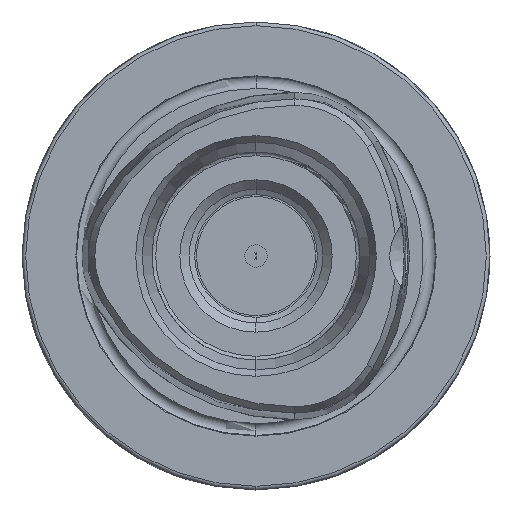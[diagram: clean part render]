
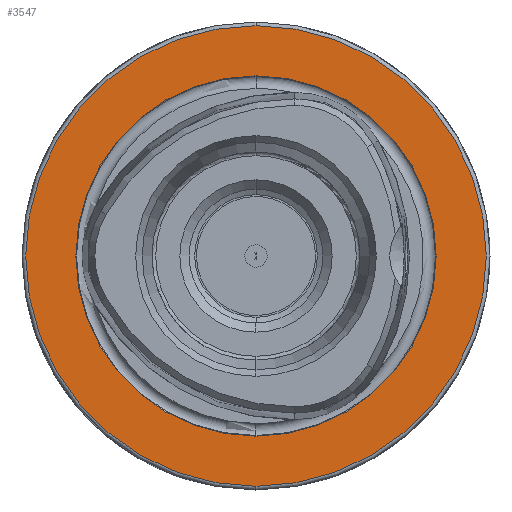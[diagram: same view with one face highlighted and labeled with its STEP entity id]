
A CAD part, left-side view. The second image highlights one B-rep face of the part: STEP entity #3547.
In plain terms, the highlighted planar face has unit normal (-1, 0, 0).
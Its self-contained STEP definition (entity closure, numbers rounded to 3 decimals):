
#837 = CARTESIAN_POINT ( 'NONE',  ( 0., 0., 31. ) ) ;
#838 = CARTESIAN_POINT ( 'NONE',  ( 0., 0., -31. ) ) ;
#840 = CARTESIAN_POINT ( 'NONE',  ( 0., 0., 24.25 ) ) ;
#845 = CARTESIAN_POINT ( 'NONE',  ( 0., 0., -24.25 ) ) ;
#1090 = ORIENTED_EDGE ( 'NONE', *, *, #2984, .T. ) ;
#1092 = ORIENTED_EDGE ( 'NONE', *, *, #2469, .T. ) ;
#1254 = ORIENTED_EDGE ( 'NONE', *, *, #2475, .F. ) ;
#1297 = ORIENTED_EDGE ( 'NONE', *, *, #2958, .F. ) ;
#1644 = VERTEX_POINT ( 'NONE', #845 ) ;
#1645 = VERTEX_POINT ( 'NONE', #840 ) ;
#1647 = VERTEX_POINT ( 'NONE', #837 ) ;
#1648 = VERTEX_POINT ( 'NONE', #838 ) ;
#2469 = EDGE_CURVE ( 'NONE', #1648, #1647, #8402, .T. ) ;
#2475 = EDGE_CURVE ( 'NONE', #1645, #1644, #8404, .T. ) ;
#2958 = EDGE_CURVE ( 'NONE', #1644, #1645, #9714, .T. ) ;
#2984 = EDGE_CURVE ( 'NONE', #1647, #1648, #9746, .T. ) ;
#3547 = ADVANCED_FACE ( 'NONE', ( #11388, #11393 ), #11607, .F. ) ;
#4875 = EDGE_LOOP ( 'NONE', ( #1254, #1297 ) ) ;
#4878 = EDGE_LOOP ( 'NONE', ( #1090, #1092 ) ) ;
#6639 = AXIS2_PLACEMENT_3D ( 'NONE', #7610, #7611, #7612 ) ;
#6641 = AXIS2_PLACEMENT_3D ( 'NONE', #7618, #7619, #7620 ) ;
#6712 = AXIS2_PLACEMENT_3D ( 'NONE', #9045, #9046, #9047 ) ;
#6725 = AXIS2_PLACEMENT_3D ( 'NONE', #9129, #9130, #9131 ) ;
#6969 = AXIS2_PLACEMENT_3D ( 'NONE', #11605, #11604, #11609 ) ;
#7610 = CARTESIAN_POINT ( 'NONE',  ( 0., 0., 0. ) ) ;
#7611 = DIRECTION ( 'NONE',  ( -1., 0., 0. ) ) ;
#7612 = DIRECTION ( 'NONE',  ( 0., 0., 1. ) ) ;
#7618 = CARTESIAN_POINT ( 'NONE',  ( 0., 0., 0. ) ) ;
#7619 = DIRECTION ( 'NONE',  ( -1., 0., 0. ) ) ;
#7620 = DIRECTION ( 'NONE',  ( 0., 0., 1. ) ) ;
#8402 = CIRCLE ( 'NONE', #6639, 31. ) ;
#8404 = CIRCLE ( 'NONE', #6641, 24.25 ) ;
#9045 = CARTESIAN_POINT ( 'NONE',  ( 0., 0., 0. ) ) ;
#9046 = DIRECTION ( 'NONE',  ( -1., 0., 0. ) ) ;
#9047 = DIRECTION ( 'NONE',  ( 0., 0., 1. ) ) ;
#9129 = CARTESIAN_POINT ( 'NONE',  ( 0., 0., 0. ) ) ;
#9130 = DIRECTION ( 'NONE',  ( -1., 0., 0. ) ) ;
#9131 = DIRECTION ( 'NONE',  ( 0., 0., 1. ) ) ;
#9714 = CIRCLE ( 'NONE', #6712, 24.25 ) ;
#9746 = CIRCLE ( 'NONE', #6725, 31. ) ;
#11388 = FACE_BOUND ( 'NONE', #4875, .T. ) ;
#11393 = FACE_OUTER_BOUND ( 'NONE', #4878, .T. ) ;
#11604 = DIRECTION ( 'NONE',  ( 1., 0., 0. ) ) ;
#11605 = CARTESIAN_POINT ( 'NONE',  ( 0., 24.25, 0. ) ) ;
#11607 = PLANE ( 'NONE',  #6969 ) ;
#11609 = DIRECTION ( 'NONE',  ( 0., 0., -1. ) ) ;
